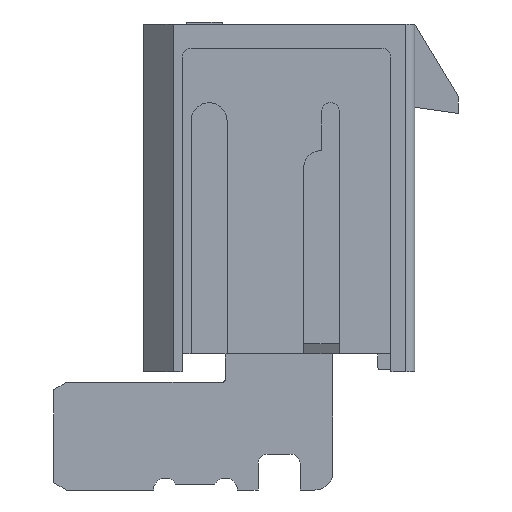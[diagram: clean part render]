
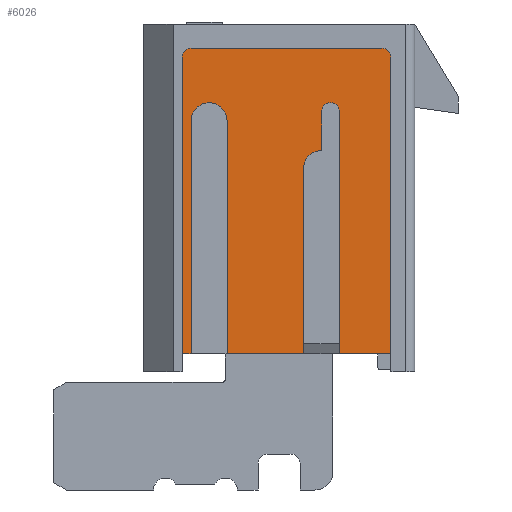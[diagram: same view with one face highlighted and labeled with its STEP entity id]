
A CAD part, left-side view. The second image highlights one B-rep face of the part: STEP entity #6026.
In plain terms, the highlighted planar face has unit normal (-1, 0, 0).
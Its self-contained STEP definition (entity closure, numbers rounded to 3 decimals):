
#53=DIRECTION('',(0.,1.,0.));
#54=VECTOR('',#53,0.381);
#55=CARTESIAN_POINT('',(38.608,24.277,-8.834));
#56=LINE('',#55,#54);
#934=CARTESIAN_POINT('',(38.608,16.174,3.764));
#935=DIRECTION('',(-1.,0.,0.));
#936=DIRECTION('',(0.,-1.,0.));
#937=AXIS2_PLACEMENT_3D('',#934,#935,#936);
#939=DIRECTION('',(0.,0.,1.));
#940=VECTOR('',#939,12.598);
#941=CARTESIAN_POINT('',(38.608,15.793,-8.834));
#942=LINE('',#941,#940);
#943=DIRECTION('',(0.,-1.,0.));
#944=VECTOR('',#943,2.184);
#945=CARTESIAN_POINT('',(38.608,17.977,-8.834));
#946=LINE('',#945,#944);
#947=DIRECTION('',(0.,0.,-1.));
#948=VECTOR('',#947,10.287);
#949=CARTESIAN_POINT('',(38.608,17.977,1.453));
#950=LINE('',#949,#948);
#951=CARTESIAN_POINT('',(38.608,18.358,1.453));
#952=DIRECTION('',(1.,0.,0.));
#953=DIRECTION('',(0.,1.,0.));
#954=AXIS2_PLACEMENT_3D('',#951,#952,#953);
#956=DIRECTION('',(0.,0.,1.));
#957=VECTOR('',#956,1.651);
#958=CARTESIAN_POINT('',(38.608,18.739,-0.198));
#959=LINE('',#958,#957);
#960=CARTESIAN_POINT('',(38.608,18.739,-0.96));
#961=DIRECTION('',(1.,0.,0.));
#962=DIRECTION('',(0.,1.,0.));
#963=AXIS2_PLACEMENT_3D('',#960,#961,#962);
#965=DIRECTION('',(0.,0.,1.));
#966=VECTOR('',#965,7.874);
#967=CARTESIAN_POINT('',(38.608,19.501,-8.834));
#968=LINE('',#967,#966);
#969=DIRECTION('',(0.,-1.,0.));
#970=VECTOR('',#969,3.251);
#971=CARTESIAN_POINT('',(38.608,22.753,-8.834));
#972=LINE('',#971,#970);
#973=DIRECTION('',(0.,0.,-1.));
#974=VECTOR('',#973,9.906);
#975=CARTESIAN_POINT('',(38.608,22.753,1.072));
#976=LINE('',#975,#974);
#977=CARTESIAN_POINT('',(38.608,23.515,1.072));
#978=DIRECTION('',(1.,0.,0.));
#979=DIRECTION('',(0.,1.,0.));
#980=AXIS2_PLACEMENT_3D('',#977,#978,#979);
#982=DIRECTION('',(0.,0.,1.));
#983=VECTOR('',#982,9.906);
#984=CARTESIAN_POINT('',(38.608,24.277,-8.834));
#985=LINE('',#984,#983);
#986=DIRECTION('',(0.,0.,-1.));
#987=VECTOR('',#986,12.598);
#988=CARTESIAN_POINT('',(38.608,24.658,3.764));
#989=LINE('',#988,#987);
#990=CARTESIAN_POINT('',(38.608,24.277,3.764));
#991=DIRECTION('',(-1.,0.,0.));
#992=DIRECTION('',(0.,0.,1.));
#993=AXIS2_PLACEMENT_3D('',#990,#991,#992);
#995=DIRECTION('',(0.,1.,0.));
#996=VECTOR('',#995,8.103);
#997=CARTESIAN_POINT('',(38.608,16.174,4.145));
#998=LINE('',#997,#996);
#3735=CARTESIAN_POINT('',(38.608,15.793,-8.834));
#3736=CARTESIAN_POINT('',(38.608,15.793,3.764));
#3737=VERTEX_POINT('',#3735);
#3738=VERTEX_POINT('',#3736);
#3739=CARTESIAN_POINT('',(38.608,17.977,-8.834));
#3740=VERTEX_POINT('',#3739);
#3741=CARTESIAN_POINT('',(38.608,17.977,1.453));
#3742=VERTEX_POINT('',#3741);
#3743=CARTESIAN_POINT('',(38.608,18.739,1.453));
#3744=VERTEX_POINT('',#3743);
#3745=CARTESIAN_POINT('',(38.608,18.739,-0.198));
#3746=VERTEX_POINT('',#3745);
#3747=CARTESIAN_POINT('',(38.608,19.501,-0.96));
#3748=VERTEX_POINT('',#3747);
#3749=CARTESIAN_POINT('',(38.608,19.501,-8.834));
#3750=VERTEX_POINT('',#3749);
#3751=CARTESIAN_POINT('',(38.608,22.753,-8.834));
#3752=VERTEX_POINT('',#3751);
#3753=CARTESIAN_POINT('',(38.608,22.753,1.072));
#3754=VERTEX_POINT('',#3753);
#3755=CARTESIAN_POINT('',(38.608,24.277,1.072));
#3756=VERTEX_POINT('',#3755);
#3757=CARTESIAN_POINT('',(38.608,24.277,-8.834));
#3758=VERTEX_POINT('',#3757);
#3759=CARTESIAN_POINT('',(38.608,24.658,-8.834));
#3760=VERTEX_POINT('',#3759);
#3761=CARTESIAN_POINT('',(38.608,24.658,3.764));
#3762=VERTEX_POINT('',#3761);
#3763=CARTESIAN_POINT('',(38.608,24.277,4.145));
#3764=VERTEX_POINT('',#3763);
#3765=CARTESIAN_POINT('',(38.608,16.174,4.145));
#3766=VERTEX_POINT('',#3765);
#5993=CARTESIAN_POINT('',(38.608,16.591,-1.161));
#5994=DIRECTION('',(-1.,0.,0.));
#5995=DIRECTION('',(0.,-1.,0.));
#5996=AXIS2_PLACEMENT_3D('',#5993,#5994,#5995);
#5997=PLANE('',#5996);
#5998=ORIENTED_EDGE('',*,*,#5974,.F.);
#5999=ORIENTED_EDGE('',*,*,#5932,.F.);
#6000=ORIENTED_EDGE('',*,*,#4983,.F.);
#6002=ORIENTED_EDGE('',*,*,#6001,.F.);
#6004=ORIENTED_EDGE('',*,*,#6003,.F.);
#6006=ORIENTED_EDGE('',*,*,#6005,.F.);
#6008=ORIENTED_EDGE('',*,*,#6007,.F.);
#6010=ORIENTED_EDGE('',*,*,#6009,.F.);
#6011=ORIENTED_EDGE('',*,*,#4975,.F.);
#6013=ORIENTED_EDGE('',*,*,#6012,.F.);
#6015=ORIENTED_EDGE('',*,*,#6014,.F.);
#6017=ORIENTED_EDGE('',*,*,#6016,.F.);
#6018=ORIENTED_EDGE('',*,*,#4967,.T.);
#6020=ORIENTED_EDGE('',*,*,#6019,.F.);
#6022=ORIENTED_EDGE('',*,*,#6021,.F.);
#6023=ORIENTED_EDGE('',*,*,#5985,.F.);
#6024=EDGE_LOOP('',(#5998,#5999,#6000,#6002,#6004,#6006,#6008,#6010,#6011,#6013,
#6015,#6017,#6018,#6020,#6022,#6023));
#6025=FACE_OUTER_BOUND('',#6024,.F.);
#6026=ADVANCED_FACE('',(#6025),#5997,.T.);
#938=CIRCLE('',#937,0.381);
#955=CIRCLE('',#954,0.381);
#964=CIRCLE('',#963,0.762);
#981=CIRCLE('',#980,0.762);
#994=CIRCLE('',#993,0.381);
#4967=EDGE_CURVE('',#3758,#3760,#56,.T.);
#4975=EDGE_CURVE('',#3752,#3750,#972,.T.);
#4983=EDGE_CURVE('',#3740,#3737,#946,.T.);
#5932=EDGE_CURVE('',#3737,#3738,#942,.T.);
#5974=EDGE_CURVE('',#3738,#3766,#938,.T.);
#5985=EDGE_CURVE('',#3766,#3764,#998,.T.);
#6001=EDGE_CURVE('',#3742,#3740,#950,.T.);
#6003=EDGE_CURVE('',#3744,#3742,#955,.T.);
#6005=EDGE_CURVE('',#3746,#3744,#959,.T.);
#6007=EDGE_CURVE('',#3748,#3746,#964,.T.);
#6009=EDGE_CURVE('',#3750,#3748,#968,.T.);
#6012=EDGE_CURVE('',#3754,#3752,#976,.T.);
#6014=EDGE_CURVE('',#3756,#3754,#981,.T.);
#6016=EDGE_CURVE('',#3758,#3756,#985,.T.);
#6019=EDGE_CURVE('',#3762,#3760,#989,.T.);
#6021=EDGE_CURVE('',#3764,#3762,#994,.T.);
